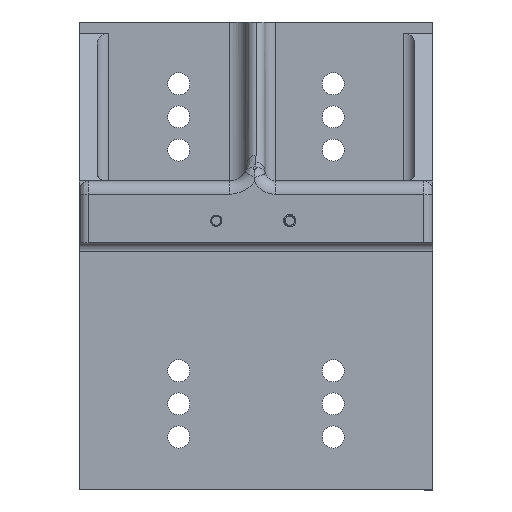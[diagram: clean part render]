
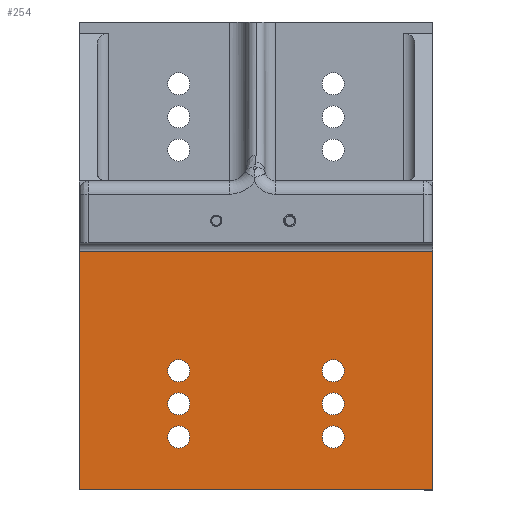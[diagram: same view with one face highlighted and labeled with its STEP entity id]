
A CAD part, left-side view. The second image highlights one B-rep face of the part: STEP entity #254.
In plain terms, the highlighted planar face has unit normal (-1, 0, 0).
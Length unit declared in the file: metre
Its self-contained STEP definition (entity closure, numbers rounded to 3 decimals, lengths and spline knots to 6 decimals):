
#254=ADVANCED_FACE('0:323',(#613,#614,#615,#616,#617,#618,#619),#620,.F.);
#613=FACE_BOUND('',#1964,.T.);
#614=FACE_BOUND('',#1965,.T.);
#615=FACE_BOUND('',#1966,.T.);
#616=FACE_BOUND('',#1967,.T.);
#617=FACE_BOUND('',#1968,.T.);
#618=FACE_BOUND('',#1969,.T.);
#619=FACE_OUTER_BOUND('',#1970,.T.);
#620=PLANE('',#1971);
#1964=EDGE_LOOP('',(#4048));
#1965=EDGE_LOOP('',(#4049));
#1966=EDGE_LOOP('',(#4050));
#1967=EDGE_LOOP('',(#4051));
#1968=EDGE_LOOP('',(#4052));
#1969=EDGE_LOOP('',(#4053));
#1970=EDGE_LOOP('',(#4054,#4055,#4056,#4057));
#1971=AXIS2_PLACEMENT_3D('',#4058,#4059,#4060);
#4048=ORIENTED_EDGE('',*,*,#5018,.F.);
#4049=ORIENTED_EDGE('',*,*,#5019,.F.);
#4050=ORIENTED_EDGE('',*,*,#5020,.F.);
#4051=ORIENTED_EDGE('',*,*,#5021,.F.);
#4052=ORIENTED_EDGE('',*,*,#5022,.F.);
#4053=ORIENTED_EDGE('',*,*,#5023,.F.);
#4054=ORIENTED_EDGE('',*,*,#5024,.T.);
#4055=ORIENTED_EDGE('',*,*,#4978,.T.);
#4056=ORIENTED_EDGE('',*,*,#5025,.F.);
#4057=ORIENTED_EDGE('',*,*,#5008,.F.);
#4058=CARTESIAN_POINT('',(0.0511,0.009189,0.04875));
#4059=DIRECTION('',(1.0,0.,0.));
#4060=DIRECTION('',(0.,1.0,0.0));
#4978=EDGE_CURVE('0:722',#5538,#5535,#5539,.T.);
#5008=EDGE_CURVE('0:1292',#5588,#5586,#5590,.T.);
#5018=EDGE_CURVE('0:638',#5602,#5602,#5603,.F.);
#5019=EDGE_CURVE('0:644',#5604,#5604,#5605,.F.);
#5020=EDGE_CURVE('0:650',#5606,#5606,#5607,.F.);
#5021=EDGE_CURVE('0:656',#5608,#5608,#5609,.F.);
#5022=EDGE_CURVE('0:674',#5610,#5610,#5611,.F.);
#5023=EDGE_CURVE('0:677',#5612,#5612,#5613,.F.);
#5024=EDGE_CURVE('0:1310',#5588,#5538,#5614,.T.);
#5025=EDGE_CURVE('0:1319',#5586,#5535,#5615,.T.);
#5535=VERTEX_POINT('',#6809);
#5538=VERTEX_POINT('',#6812);
#5539=LINE('',#6813,#6814);
#5586=VERTEX_POINT('',#6865);
#5588=VERTEX_POINT('',#6868);
#5590=LINE('',#6871,#6872);
#5602=VERTEX_POINT('',#6888);
#5603=CIRCLE('',#6889,0.0025);
#5604=VERTEX_POINT('',#6890);
#5605=CIRCLE('',#6891,0.0025);
#5606=VERTEX_POINT('',#6892);
#5607=CIRCLE('',#6893,0.0025);
#5608=VERTEX_POINT('',#6894);
#5609=CIRCLE('',#6895,0.0025);
#5610=VERTEX_POINT('',#6896);
#5611=CIRCLE('',#6897,0.0025);
#5612=VERTEX_POINT('',#6898);
#5613=CIRCLE('',#6899,0.0025);
#5614=LINE('',#6900,#6901);
#5615=LINE('',#6902,#6903);
#6809=CARTESIAN_POINT('',(0.0511,0.049189,0.04675));
#6812=CARTESIAN_POINT('',(0.0511,-0.030811,0.04675));
#6813=CARTESIAN_POINT('',(0.0511,0.009189,0.04675));
#6814=VECTOR('',#7828,1.0);
#6865=CARTESIAN_POINT('',(0.0511,0.049189,-0.00725));
#6868=CARTESIAN_POINT('',(0.0511,-0.030811,-0.00725));
#6871=CARTESIAN_POINT('',(0.0511,0.009189,-0.00725));
#6872=VECTOR('',#7886,1.0);
#6888=CARTESIAN_POINT('',(0.0511,-0.008311,0.00225));
#6889=AXIS2_PLACEMENT_3D('',#7897,#7898,#7899);
#6890=CARTESIAN_POINT('',(0.0511,0.026689,0.00225));
#6891=AXIS2_PLACEMENT_3D('',#7900,#7901,#7902);
#6892=CARTESIAN_POINT('',(0.0511,-0.008311,0.00975));
#6893=AXIS2_PLACEMENT_3D('',#7903,#7904,#7905);
#6894=CARTESIAN_POINT('',(0.0511,0.026689,0.00975));
#6895=AXIS2_PLACEMENT_3D('',#7906,#7907,#7908);
#6896=CARTESIAN_POINT('',(0.0511,-0.008311,0.01725));
#6897=AXIS2_PLACEMENT_3D('',#7909,#7910,#7911);
#6898=CARTESIAN_POINT('',(0.0511,0.026689,0.01725));
#6899=AXIS2_PLACEMENT_3D('',#7912,#7913,#7914);
#6900=CARTESIAN_POINT('',(0.0511,-0.030811,0.05875));
#6901=VECTOR('',#7915,1.0);
#6902=CARTESIAN_POINT('',(0.0511,0.049189,0.04875));
#6903=VECTOR('',#7916,1.0);
#7828=DIRECTION('',(0.0,1.0,0.));
#7886=DIRECTION('',(0.0,1.0,0.));
#7897=CARTESIAN_POINT('',(0.0511,-0.008311,0.00475));
#7898=DIRECTION('',(1.0,0.,0.));
#7899=DIRECTION('',(0.,0.0,-1.0));
#7900=CARTESIAN_POINT('',(0.0511,0.026689,0.00475));
#7901=DIRECTION('',(1.0,0.,0.));
#7902=DIRECTION('',(0.,0.0,-1.0));
#7903=CARTESIAN_POINT('',(0.0511,-0.008311,0.01225));
#7904=DIRECTION('',(1.0,0.,0.));
#7905=DIRECTION('',(0.,0.0,-1.0));
#7906=CARTESIAN_POINT('',(0.0511,0.026689,0.01225));
#7907=DIRECTION('',(1.0,0.,0.));
#7908=DIRECTION('',(0.,0.0,-1.0));
#7909=CARTESIAN_POINT('',(0.0511,-0.008311,0.01975));
#7910=DIRECTION('',(1.0,0.,0.));
#7911=DIRECTION('',(0.,0.0,-1.0));
#7912=CARTESIAN_POINT('',(0.0511,0.026689,0.01975));
#7913=DIRECTION('',(1.0,0.,0.));
#7914=DIRECTION('',(0.,0.0,-1.0));
#7915=DIRECTION('',(0.,0.,1.0));
#7916=DIRECTION('',(0.,0.,1.0));
